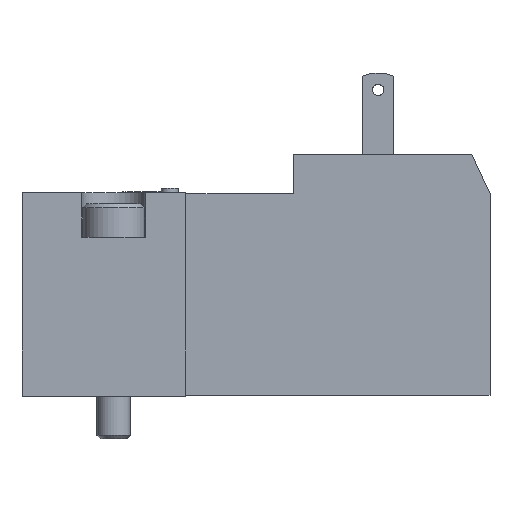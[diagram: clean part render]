
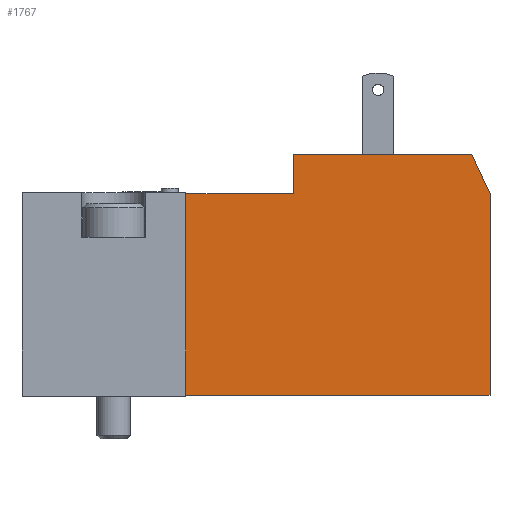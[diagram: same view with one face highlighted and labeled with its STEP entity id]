
A CAD part, top view. The second image highlights one B-rep face of the part: STEP entity #1767.
In plain terms, the highlighted planar face has unit normal (0, 0, 1).
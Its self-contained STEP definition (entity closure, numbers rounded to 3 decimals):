
#299=ORIENTED_EDGE('',*,*,#410,.T.);
#300=ORIENTED_EDGE('',*,*,#414,.T.);
#301=ORIENTED_EDGE('',*,*,#417,.T.);
#302=ORIENTED_EDGE('',*,*,#429,.T.);
#303=ORIENTED_EDGE('',*,*,#432,.T.);
#304=ORIENTED_EDGE('',*,*,#435,.T.);
#305=ORIENTED_EDGE('',*,*,#473,.T.);
#410=EDGE_CURVE('',#565,#564,#677,.T.);
#414=EDGE_CURVE('',#564,#567,#681,.T.);
#417=EDGE_CURVE('',#567,#569,#684,.T.);
#429=EDGE_CURVE('',#569,#580,#695,.T.);
#432=EDGE_CURVE('',#580,#582,#698,.T.);
#435=EDGE_CURVE('',#582,#584,#701,.T.);
#473=EDGE_CURVE('',#584,#565,#729,.T.);
#564=VERTEX_POINT('',#2278);
#565=VERTEX_POINT('',#2280);
#567=VERTEX_POINT('',#2286);
#569=VERTEX_POINT('',#2292);
#580=VERTEX_POINT('',#2316);
#582=VERTEX_POINT('',#2322);
#584=VERTEX_POINT('',#2328);
#677=LINE('',#2279,#776);
#681=LINE('',#2287,#780);
#684=LINE('',#2293,#783);
#695=LINE('',#2317,#794);
#698=LINE('',#2323,#797);
#701=LINE('',#2329,#800);
#729=LINE('',#2403,#828);
#776=VECTOR('',#1933,1000.);
#780=VECTOR('',#1939,1000.);
#783=VECTOR('',#1944,1000.);
#794=VECTOR('',#1959,1000.);
#797=VECTOR('',#1964,1000.);
#800=VECTOR('',#1969,1000.);
#828=VECTOR('',#2029,1000.);
#945=EDGE_LOOP('',(#299,#300,#301,#302,#303,#304,#305));
#1064=FACE_BOUND('',#945,.T.);
#1144=PLANE('',#1882);
#1767=ADVANCED_FACE('',(#1064),#1144,.T.);
#1882=AXIS2_PLACEMENT_3D('',#2502,#2158,#2159);
#1933=DIRECTION('',(1.,0.,0.));
#1939=DIRECTION('',(0.,1.,0.));
#1944=DIRECTION('',(-0.423,0.906,0.));
#1959=DIRECTION('',(-1.,0.,0.));
#1964=DIRECTION('',(0.,-1.,0.));
#1969=DIRECTION('',(-1.,0.,0.));
#2029=DIRECTION('',(0.,-1.,0.));
#2158=DIRECTION('',(0.,0.,1.));
#2159=DIRECTION('',(1.,0.,0.));
#2278=CARTESIAN_POINT('',(41.85,-9.,7.5));
#2279=CARTESIAN_POINT('',(14.65,-9.,7.5));
#2280=CARTESIAN_POINT('',(14.65,-9.,7.5));
#2286=CARTESIAN_POINT('',(41.85,9.,7.5));
#2287=CARTESIAN_POINT('',(41.85,-9.,7.5));
#2292=CARTESIAN_POINT('',(40.218,12.5,7.5));
#2293=CARTESIAN_POINT('',(41.85,9.,7.5));
#2316=CARTESIAN_POINT('',(24.3,12.5,7.5));
#2317=CARTESIAN_POINT('',(40.218,12.5,7.5));
#2322=CARTESIAN_POINT('',(24.3,9.,7.5));
#2323=CARTESIAN_POINT('',(24.3,12.5,7.5));
#2328=CARTESIAN_POINT('',(14.65,9.,7.5));
#2329=CARTESIAN_POINT('',(24.3,9.,7.5));
#2403=CARTESIAN_POINT('',(14.65,20.9,7.5));
#2502=CARTESIAN_POINT('',(44.65,20.9,7.5));
